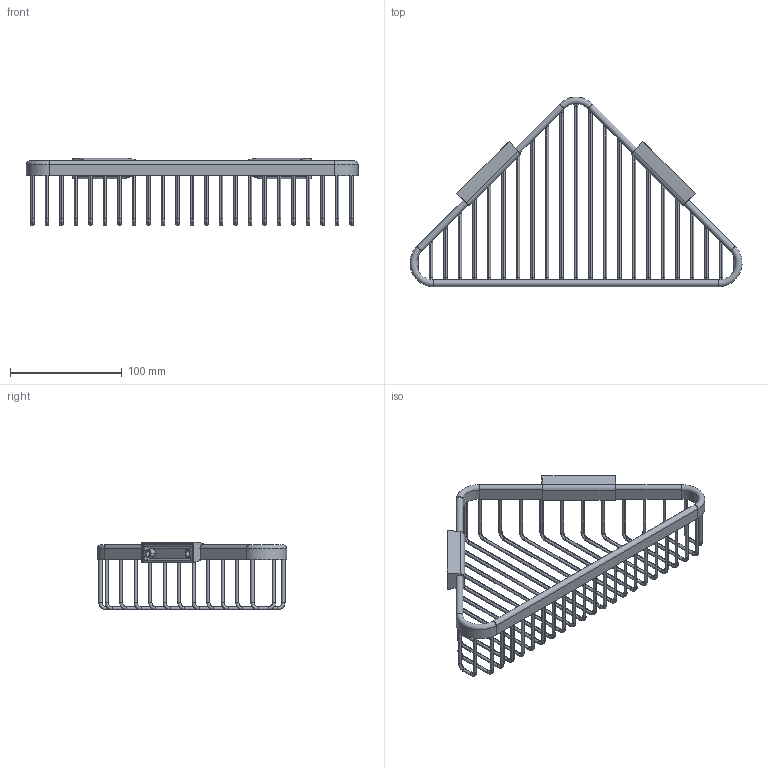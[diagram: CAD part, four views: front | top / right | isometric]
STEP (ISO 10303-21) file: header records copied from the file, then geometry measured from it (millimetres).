
FILE_DESCRIPTION((''),'2;1');
FILE_NAME('554DG_ASM','2022-01-13T11:59:25',('rsmith'),(''),'CREO PARAMETRIC BY PTC INC, 2018400','CREO PARAMETRIC BY PTC INC, 2018400','');
FILE_SCHEMA(('AUTOMOTIVE_DESIGN { 1 0 10303 214 1 1 1 1 }'));
Length unit declared in the file: inch
Products named in the file (5): 7-735; 55XX; 55XC; 55CC_ASM; 554DG_ASM
Assembly tree (5 placements, depth 3):
  554DG_ASM
    7-735
    55CC_ASM  x2
      55XX
      55XC
Bounding box: 296.48 x 169.15 x 60.64 mm (x, y, z)
Volume: 95300.5 mm3; surface area: 81566.5 mm2
Topology: 5 solids, 5 shells, 403 faces, 937 edges, 554 vertices
Faces by surface type: cylinder 197, torus 95, plane 80, cone 23, bspline 8
Entity records: 12351 total; most frequent: CARTESIAN_POINT 2022, DIRECTION 1900, ORIENTED_EDGE 1560, AXIS2_PLACEMENT_3D 807, EDGE_CURVE 780, PRESENTATION_STYLE_ASSIGNMENT 624, STYLED_ITEM 624, CURVE_STYLE 623
